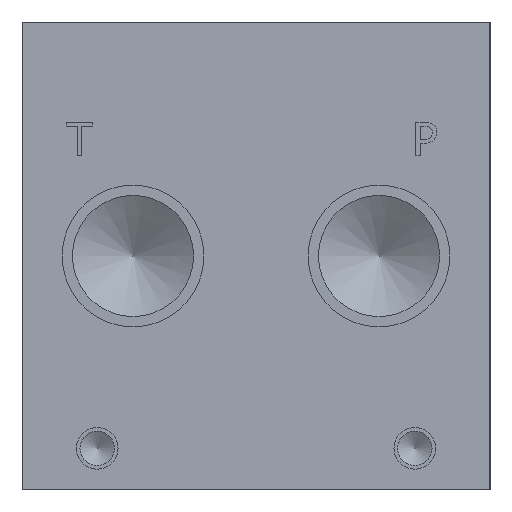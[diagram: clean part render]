
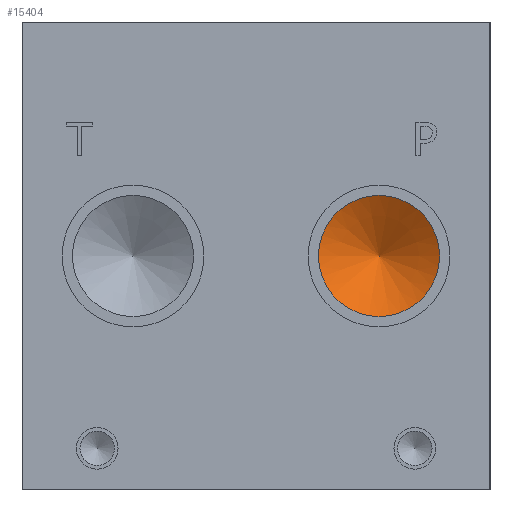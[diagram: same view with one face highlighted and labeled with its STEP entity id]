
A CAD part, left-side view. The second image highlights one B-rep face of the part: STEP entity #15404.
In plain terms, the highlighted conical face has half-angle 60 degrees and reference radius 5.753 mm.
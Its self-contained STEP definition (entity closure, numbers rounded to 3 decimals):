
#116=CONICAL_SURFACE('',#16078,5.753,1.047);
#229=CIRCLE('',#16079,11.506);
#230=CIRCLE('',#16080,11.506);
#1902=FACE_OUTER_BOUND('',#2788,.T.);
#2788=EDGE_LOOP('',(#12827,#12828,#12829,#12830));
#4292=LINE('',#25952,#5682);
#5682=VECTOR('',#18756,5.753);
#6981=VERTEX_POINT('',#25948);
#6982=VERTEX_POINT('',#25949);
#6983=VERTEX_POINT('',#25951);
#9034=EDGE_CURVE('',#6981,#6982,#229,.T.);
#9035=EDGE_CURVE('',#6982,#6983,#4292,.T.);
#9036=EDGE_CURVE('',#6982,#6981,#230,.T.);
#12827=ORIENTED_EDGE('',*,*,#9034,.T.);
#12828=ORIENTED_EDGE('',*,*,#9035,.T.);
#12829=ORIENTED_EDGE('',*,*,#9035,.F.);
#12830=ORIENTED_EDGE('',*,*,#9036,.T.);
#15404=ADVANCED_FACE('',(#1902),#116,.F.);
#16078=AXIS2_PLACEMENT_3D('',#25947,#18752,#18753);
#16079=AXIS2_PLACEMENT_3D('',#25950,#18754,#18755);
#16080=AXIS2_PLACEMENT_3D('',#25953,#18757,#18758);
#18752=DIRECTION('center_axis',(-1.,0.,0.));
#18753=DIRECTION('ref_axis',(0.,1.,0.));
#18754=DIRECTION('center_axis',(-1.,0.,0.));
#18755=DIRECTION('ref_axis',(0.,1.,0.));
#18756=DIRECTION('',(0.5,0.866,0.));
#18757=DIRECTION('center_axis',(-1.,0.,0.));
#18758=DIRECTION('ref_axis',(0.,1.,0.));
#25947=CARTESIAN_POINT('Origin',(19.835,21.082,44.45));
#25948=CARTESIAN_POINT('',(16.514,32.588,44.45));
#25949=CARTESIAN_POINT('',(16.514,9.576,44.45));
#25950=CARTESIAN_POINT('Origin',(16.514,21.082,44.45));
#25951=CARTESIAN_POINT('',(23.157,21.082,44.45));
#25952=CARTESIAN_POINT('',(19.835,15.329,44.45));
#25953=CARTESIAN_POINT('Origin',(16.514,21.082,44.45));
